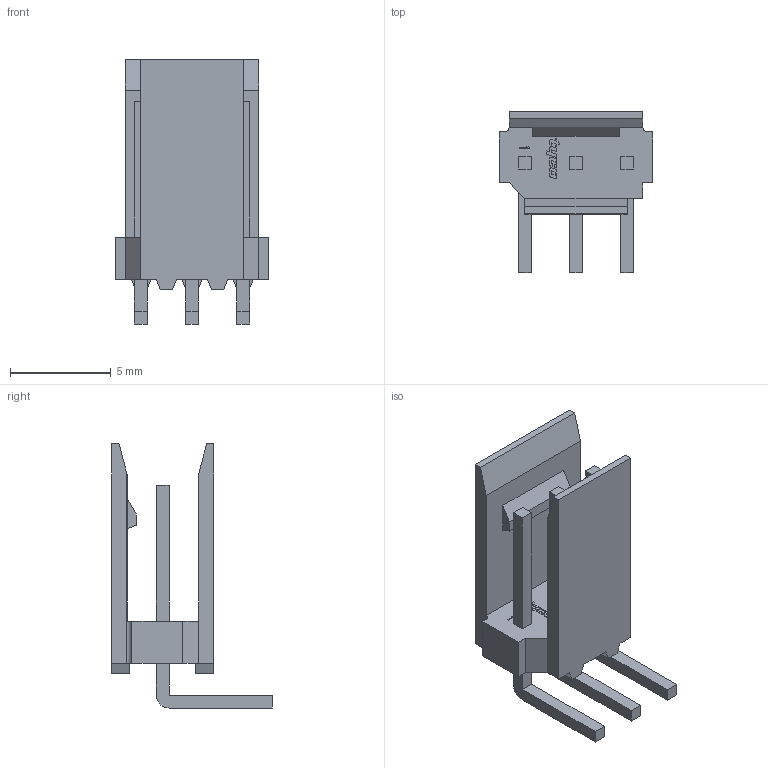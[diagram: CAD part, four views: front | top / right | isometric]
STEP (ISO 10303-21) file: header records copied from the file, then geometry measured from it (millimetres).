
FILE_DESCRIPTION((''),'2;1');
FILE_NAME('C-281698-3','2009-05-09T',('workeradm'),('Tyco Electronics Corporation'),'PRO/ENGINEER BY PARAMETRIC TECHNOLOGY CORPORATION, 2007390','PRO/ENGINEER BY PARAMETRIC TECHNOLOGY CORPORATION, 2007390','');
FILE_SCHEMA(('AUTOMOTIVE_DESIGN { 1 0 10303 214 1 1 1 1 }'));
Length unit declared in the file: millimetre
Products named in the file (1): C-281698-3
Bounding box: 7.62 x 7.98 x 13.12 mm (x, y, z)
Volume: 169 mm3; surface area: 466.1 mm2
Topology: 1 solids, 1 shells, 172 faces, 469 edges, 312 vertices
Faces by surface type: plane 141, cylinder 31
Entity records: 5479 total; most frequent: CARTESIAN_POINT 959, ORIENTED_EDGE 938, DIRECTION 873, EDGE_CURVE 469, VECTOR 405, LINE 405, VERTEX_POINT 312, AXIS2_PLACEMENT_3D 234
